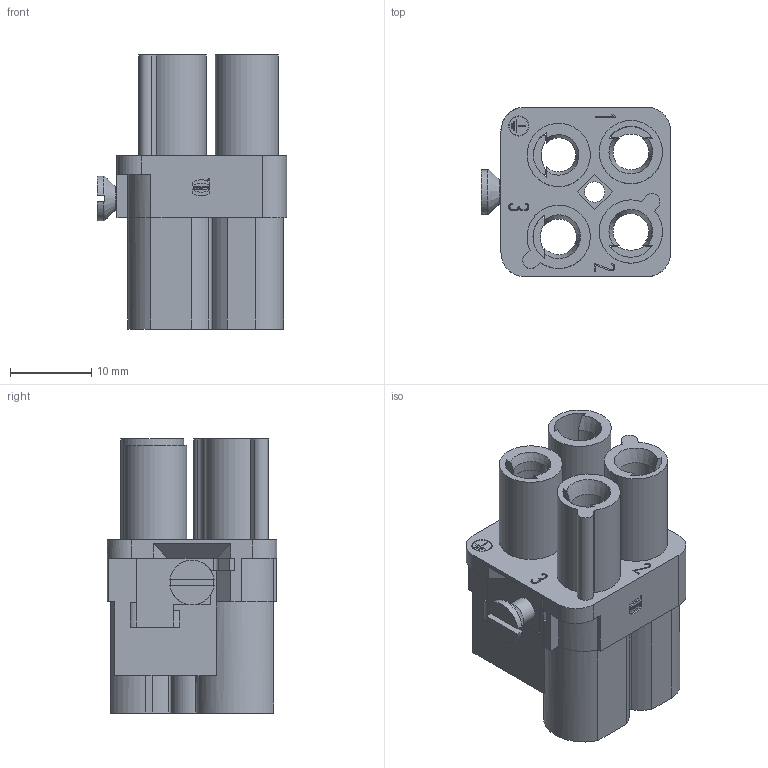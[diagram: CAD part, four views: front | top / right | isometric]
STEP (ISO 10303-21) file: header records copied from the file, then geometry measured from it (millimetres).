
FILE_DESCRIPTION(/* description */ (''),/* implementation_level */ '2;1');
FILE_NAME(/* name */ '100516846ugm000_d.stp',/* time_stamp */ '2019-10-28T13:38:05+01:00',/* author */ (''),/* organization */ (''),/* preprocessor_version */ 'ST-DEVELOPER v16.7',/* originating_system */ 'SIEMENS PLM Software NX 12.0',/* authorisation */ '');
FILE_SCHEMA (('AUTOMOTIVE_DESIGN { 1 0 10303 214 3 1 1 1 }'));
Length unit declared in the file: millimetre
Products named in the file (1): 100516846ugm000_d
Bounding box: 23.38 x 20.95 x 33.8 mm (x, y, z)
Volume: 5874.2 mm3; surface area: 6512.9 mm2
Topology: 1 solids, 1 shells, 421 faces, 1318 edges, 1091 vertices
Faces by surface type: plane 286, cylinder 61, extrusion 52, cone 11, bspline 11
Full cylindrical faces by diameter (mm): 0.228 x1, 0.269 x1, 1 x1, 1.067 x1, 2.331 x1, 2.5 x2, 3 x1, 3.05 x1, 6.248 x1, 6.348 x1, 6.35 x2, 7.8 x2
Entity records: 18819 total; most frequent: CARTESIAN_POINT 4419, ORIENTED_EDGE 2284, DIRECTION 1959, EDGE_CURVE 1142, VECTOR 893, LINE 841, VERTEX_POINT 784, PRESENTATION_STYLE_ASSIGNMENT 572
